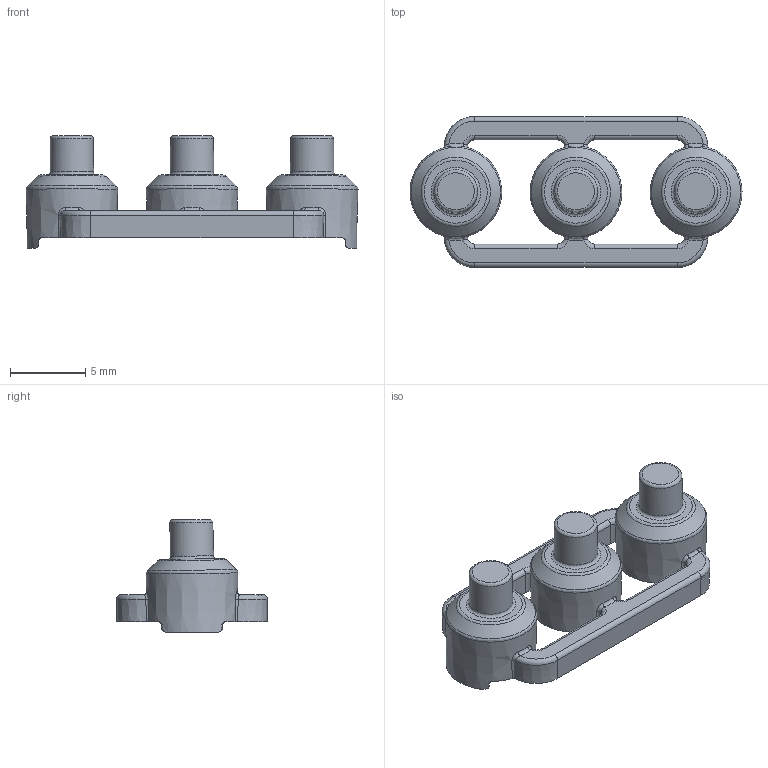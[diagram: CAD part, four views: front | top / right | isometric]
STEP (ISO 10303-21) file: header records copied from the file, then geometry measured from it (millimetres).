
FILE_DESCRIPTION (( 'STEP AP203' ), '1' );
FILE_NAME ('251001_AKVO_HAP_lightguide_PART_00_20160112.STEP', '2016-01-12T18:15:39', ( '' ), ( '' ), 'SwSTEP 2.0', 'SolidWorks 2015', '' );
FILE_SCHEMA (( 'CONFIG_CONTROL_DESIGN' ));
Length unit declared in the file: millimetre
Products named in the file (1): 251001_AKVO_HAP_lightguide_PART_00_20160112
Bounding box: 22.11 x 10.05 x 7.5 mm (x, y, z)
Volume: 496.6 mm3; surface area: 662.5 mm2
Topology: 1 solids, 1 shells, 106 faces, 273 edges, 170 vertices
Faces by surface type: bspline 42, plane 19, torus 18, cone 17, cylinder 10
Entity records: 7445 total; most frequent: CARTESIAN_POINT 5325, ORIENTED_EDGE 456, DIRECTION 352, EDGE_CURVE 228, AXIS2_PLACEMENT_3D 157, VERTEX_POINT 148, EDGE_LOOP 130, FACE_OUTER_BOUND 122
